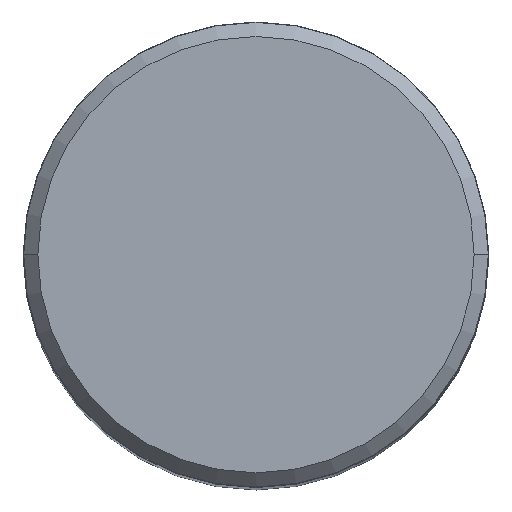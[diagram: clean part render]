
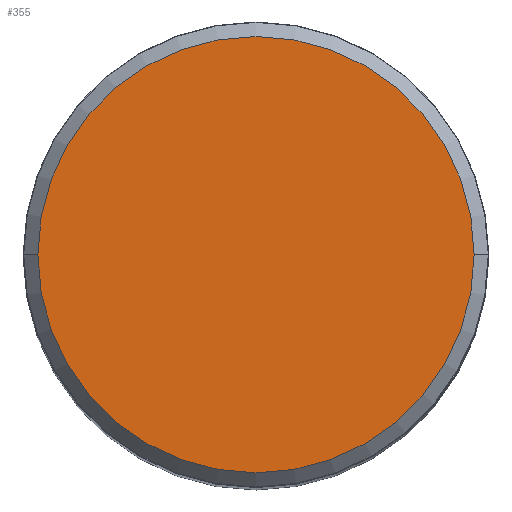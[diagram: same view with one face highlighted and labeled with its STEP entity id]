
A CAD part, top view. The second image highlights one B-rep face of the part: STEP entity #355.
In plain terms, the highlighted planar face has unit normal (0, 0, 1).
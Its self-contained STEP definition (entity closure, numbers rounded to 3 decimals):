
#77=PLANE('',#1609);
#355=ADVANCED_FACE('',(#437),#77,.T.);
#437=FACE_OUTER_BOUND('',#520,.T.);
#520=EDGE_LOOP('',(#778,#779,#780));
#778=ORIENTED_EDGE('',*,*,#1264,.F.);
#779=ORIENTED_EDGE('',*,*,#1263,.F.);
#780=ORIENTED_EDGE('',*,*,#1266,.F.);
#1095=VERTEX_POINT('',#2946);
#1096=VERTEX_POINT('',#2948);
#1097=VERTEX_POINT('',#2950);
#1263=EDGE_CURVE('',#1095,#1096,#1414,.T.);
#1264=EDGE_CURVE('',#1096,#1097,#1415,.T.);
#1266=EDGE_CURVE('',#1097,#1095,#1416,.T.);
#1414=CIRCLE('',#1602,14.875);
#1415=CIRCLE('',#1603,14.875);
#1416=CIRCLE('',#1605,14.875);
#1602=AXIS2_PLACEMENT_3D('',#2947,#1909,#1910);
#1603=AXIS2_PLACEMENT_3D('',#2949,#1911,#1912);
#1605=AXIS2_PLACEMENT_3D('',#2953,#1916,#1917);
#1609=AXIS2_PLACEMENT_3D('',#2957,#1924,#1925);
#1909=DIRECTION('',(0.,0.,-1.));
#1910=DIRECTION('',(1.,0.,0.));
#1911=DIRECTION('',(0.,0.,-1.));
#1912=DIRECTION('',(0.,-1.,0.));
#1916=DIRECTION('',(0.,0.,-1.));
#1917=DIRECTION('',(-1.,0.,0.));
#1924=DIRECTION('',(0.,0.,1.));
#1925=DIRECTION('',(1.,0.,0.));
#2946=CARTESIAN_POINT('',(14.875,0.,0.));
#2947=CARTESIAN_POINT('',(0.,0.,0.));
#2948=CARTESIAN_POINT('',(0.,-14.875,0.));
#2949=CARTESIAN_POINT('',(0.,0.,0.));
#2950=CARTESIAN_POINT('',(-14.875,0.,0.));
#2953=CARTESIAN_POINT('',(0.,0.,0.));
#2957=CARTESIAN_POINT('',(0.,0.,0.));
